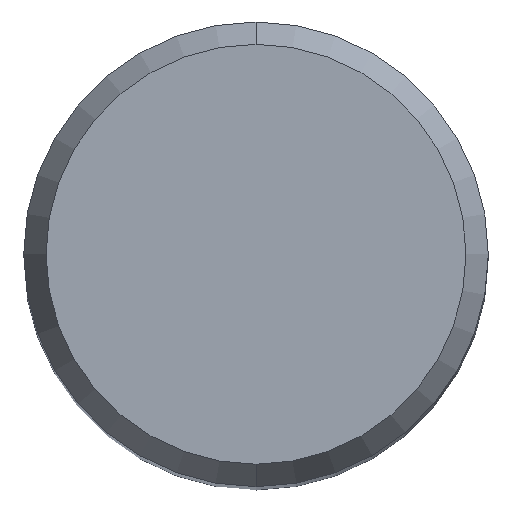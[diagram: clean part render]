
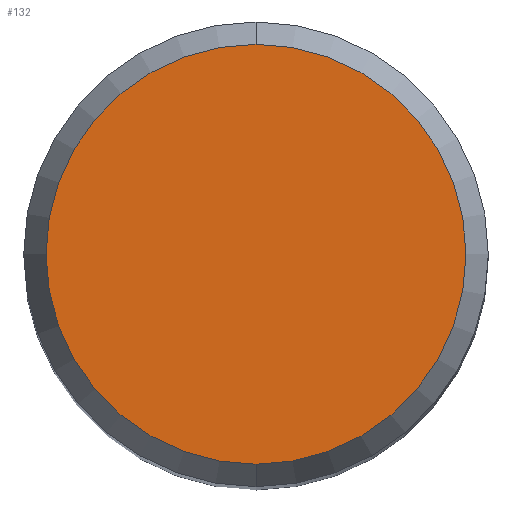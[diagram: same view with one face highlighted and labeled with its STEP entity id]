
A CAD part, top view. The second image highlights one B-rep face of the part: STEP entity #132.
In plain terms, the highlighted planar face has unit normal (0, 0, 1).
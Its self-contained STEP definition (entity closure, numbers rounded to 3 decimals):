
#94=VERTEX_POINT('',#231);
#112=VERTEX_POINT('',#251);
#132=ADVANCED_FACE('',(#274),#275,.T.);
#168=EDGE_CURVE('',#112,#94,#316,.T.);
#208=EDGE_CURVE('',#94,#112,#361,.T.);
#231=CARTESIAN_POINT('',(0.0,4.304,0.01));
#251=CARTESIAN_POINT('',(0.,-4.304,0.01));
#274=FACE_OUTER_BOUND('',#433,.T.);
#275=PLANE('',#434);
#316=CIRCLE('',#486,4.304);
#361=CIRCLE('',#540,4.304);
#433=EDGE_LOOP('',(#595,#596));
#434=AXIS2_PLACEMENT_3D('',#597,#598,#599);
#486=AXIS2_PLACEMENT_3D('',#652,#653,#654);
#540=AXIS2_PLACEMENT_3D('',#711,#712,#713);
#595=ORIENTED_EDGE('',*,*,#208,.F.);
#596=ORIENTED_EDGE('',*,*,#168,.F.);
#597=CARTESIAN_POINT('',(0.0,2.152,0.01));
#598=DIRECTION('',(-0.0,0.0,1.0));
#599=DIRECTION('',(0.0,-1.0,0.0));
#652=CARTESIAN_POINT('',(0.0,0.0,0.01));
#653=DIRECTION('',(0.0,0.0,-1.0));
#654=DIRECTION('',(0.0,1.0,0.0));
#711=CARTESIAN_POINT('',(0.0,0.0,0.01));
#712=DIRECTION('',(0.0,0.0,-1.0));
#713=DIRECTION('',(0.0,1.0,0.0));
